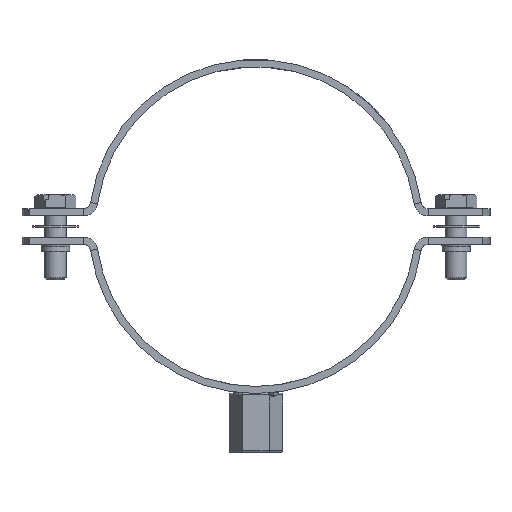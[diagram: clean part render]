
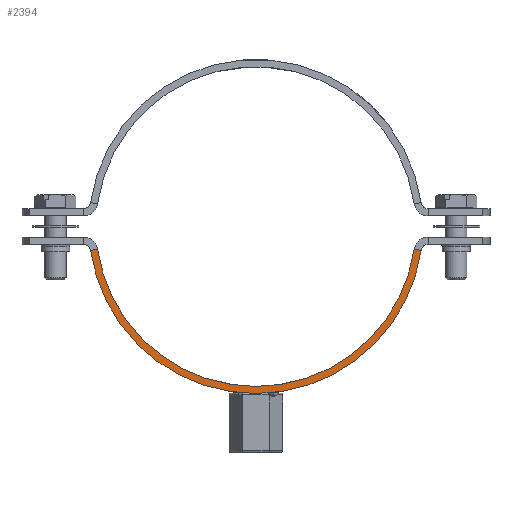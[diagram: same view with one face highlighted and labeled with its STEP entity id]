
A CAD part, front view. The second image highlights one B-rep face of the part: STEP entity #2394.
In plain terms, the highlighted planar face has unit normal (0, -1, 0).
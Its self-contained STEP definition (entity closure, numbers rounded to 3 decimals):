
#142 = CARTESIAN_POINT ( 'NONE',  ( 46.518, -10., -6.714 ) ) ;
#513 = ORIENTED_EDGE ( 'NONE', *, *, #16756, .F. ) ;
#771 = VERTEX_POINT ( 'NONE', #15436 ) ;
#808 = DIRECTION ( 'NONE',  ( 1., 0., 0. ) ) ;
#1267 = DIRECTION ( 'NONE',  ( 0., 0., 1. ) ) ;
#2394 = ADVANCED_FACE ( 'NONE', ( #7447 ), #13038, .T. ) ;
#2665 = EDGE_CURVE ( 'NONE', #3576, #6035, #11587, .T. ) ;
#3434 = VERTEX_POINT ( 'NONE', #142 ) ;
#3542 = EDGE_CURVE ( 'NONE', #17299, #3434, #4136, .T. ) ;
#3559 = ORIENTED_EDGE ( 'NONE', *, *, #2665, .F. ) ;
#3576 = VERTEX_POINT ( 'NONE', #8111 ) ;
#4136 = CIRCLE ( 'NONE', #6827, 47. ) ;
#4321 = CARTESIAN_POINT ( 'NONE',  ( 0., -10., 0. ) ) ;
#4365 = DIRECTION ( 'NONE',  ( 0., -1., 0. ) ) ;
#4568 = ORIENTED_EDGE ( 'NONE', *, *, #14790, .T. ) ;
#4940 = CIRCLE ( 'NONE', #5520, 45. ) ;
#5069 = DIRECTION ( 'NONE',  ( 1., 0., 0. ) ) ;
#5128 = CIRCLE ( 'NONE', #6901, 47. ) ;
#5520 = AXIS2_PLACEMENT_3D ( 'NONE', #8293, #8118, #1267 ) ;
#5728 = CARTESIAN_POINT ( 'NONE',  ( 0., -10., -47. ) ) ;
#5830 = DIRECTION ( 'NONE',  ( -0.99, 0., 0.143 ) ) ;
#5858 = DIRECTION ( 'NONE',  ( 0., 0., -1. ) ) ;
#5907 = DIRECTION ( 'NONE',  ( 0.99, 0., 0.143 ) ) ;
#5948 = CARTESIAN_POINT ( 'NONE',  ( 0., -10., -45. ) ) ;
#6035 = VERTEX_POINT ( 'NONE', #12198 ) ;
#6827 = AXIS2_PLACEMENT_3D ( 'NONE', #8848, #14836, #808 ) ;
#6878 = EDGE_CURVE ( 'NONE', #3434, #771, #7046, .T. ) ;
#6901 = AXIS2_PLACEMENT_3D ( 'NONE', #12157, #9356, #5069 ) ;
#7046 = LINE ( 'NONE', #15826, #7530 ) ;
#7447 = FACE_OUTER_BOUND ( 'NONE', #13052, .T. ) ;
#7530 = VECTOR ( 'NONE', #5830, 1000. ) ;
#8111 = CARTESIAN_POINT ( 'NONE',  ( -46.518, -10., -6.714 ) ) ;
#8118 = DIRECTION ( 'NONE',  ( 0., -1., 0. ) ) ;
#8293 = CARTESIAN_POINT ( 'NONE',  ( 0., -10., 0. ) ) ;
#8848 = CARTESIAN_POINT ( 'NONE',  ( 0., -10., 0. ) ) ;
#9356 = DIRECTION ( 'NONE',  ( 0., -1., 0. ) ) ;
#10466 = ORIENTED_EDGE ( 'NONE', *, *, #3542, .T. ) ;
#10604 = CARTESIAN_POINT ( 'NONE',  ( -46.518, -10., -6.714 ) ) ;
#10705 = VECTOR ( 'NONE', #5907, 1000. ) ;
#11569 = AXIS2_PLACEMENT_3D ( 'NONE', #10604, #4365, #5858 ) ;
#11587 = LINE ( 'NONE', #15540, #10705 ) ;
#11960 = CIRCLE ( 'NONE', #14331, 45. ) ;
#12157 = CARTESIAN_POINT ( 'NONE',  ( 0., -10., 0. ) ) ;
#12198 = CARTESIAN_POINT ( 'NONE',  ( -44.538, -10., -6.429 ) ) ;
#12718 = DIRECTION ( 'NONE',  ( 0., 0., 1. ) ) ;
#13038 = PLANE ( 'NONE',  #11569 ) ;
#13052 = EDGE_LOOP ( 'NONE', ( #3559, #4568, #10466, #14227, #13166, #513 ) ) ;
#13166 = ORIENTED_EDGE ( 'NONE', *, *, #18167, .F. ) ;
#14227 = ORIENTED_EDGE ( 'NONE', *, *, #6878, .T. ) ;
#14331 = AXIS2_PLACEMENT_3D ( 'NONE', #4321, #15915, #12718 ) ;
#14790 = EDGE_CURVE ( 'NONE', #3576, #17299, #5128, .T. ) ;
#14836 = DIRECTION ( 'NONE',  ( 0., -1., 0. ) ) ;
#15436 = CARTESIAN_POINT ( 'NONE',  ( 44.538, -10., -6.429 ) ) ;
#15540 = CARTESIAN_POINT ( 'NONE',  ( -46.518, -10., -6.714 ) ) ;
#15826 = CARTESIAN_POINT ( 'NONE',  ( 46.518, -10., -6.714 ) ) ;
#15915 = DIRECTION ( 'NONE',  ( 0., -1., 0. ) ) ;
#16043 = VERTEX_POINT ( 'NONE', #5948 ) ;
#16756 = EDGE_CURVE ( 'NONE', #6035, #16043, #11960, .T. ) ;
#17299 = VERTEX_POINT ( 'NONE', #5728 ) ;
#18167 = EDGE_CURVE ( 'NONE', #16043, #771, #4940, .T. ) ;
